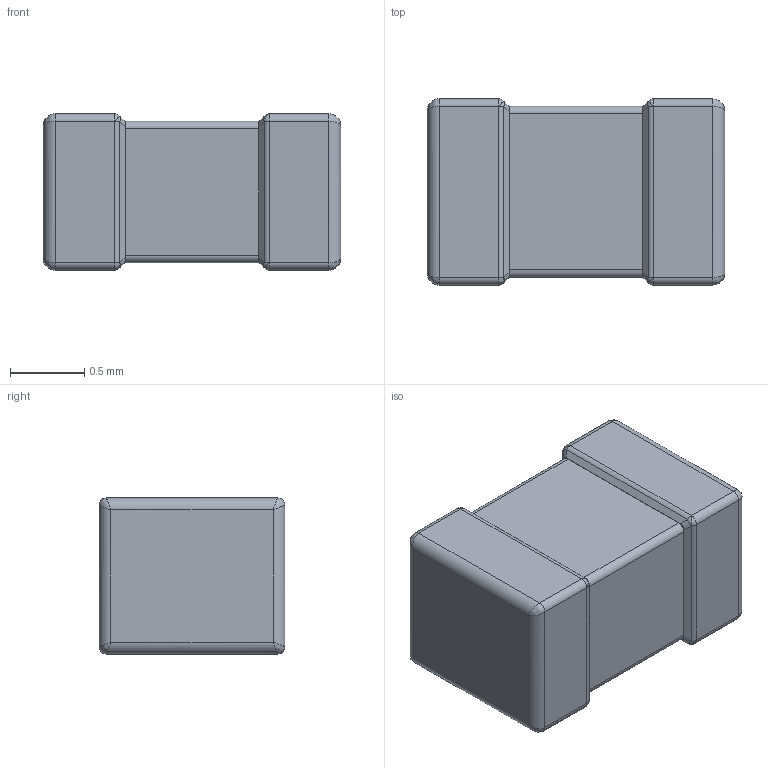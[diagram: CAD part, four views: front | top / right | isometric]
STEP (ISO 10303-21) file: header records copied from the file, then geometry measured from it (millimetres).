
FILE_DESCRIPTION (( 'STEP AP214' ), '1' );
FILE_NAME ('User Library-INDC2012X___.STEP', '2020-02-29T18:16:42', ( '' ), ( '' ), 'SwSTEP 2.0', 'SolidWorks 2019', '' );
FILE_SCHEMA (( 'AUTOMOTIVE_DESIGN' ));
Length unit declared in the file: millimetre
Products named in the file (1): User Library-INDC2012X___
Bounding box: 2 x 1.25 x 1.05 mm (x, y, z)
Volume: 2.4 mm3; surface area: 15.5 mm2
Topology: 3 solids, 3 shells, 86 faces, 186 edges, 88 vertices
Faces by surface type: cylinder 36, plane 26, sphere 16, bspline 8
Entity records: 3214 total; most frequent: CARTESIAN_POINT 551, DIRECTION 358, ORIENTED_EDGE 336, EDGE_CURVE 168, AXIS2_PLACEMENT_3D 135, UNCERTAINTY_MEASURE_WITH_UNIT 91, MECHANICAL_DESIGN_GEOMETRIC_PRESENTATION_REPRESENTATION 90, SURFACE_STYLE_FILL_AREA 90
